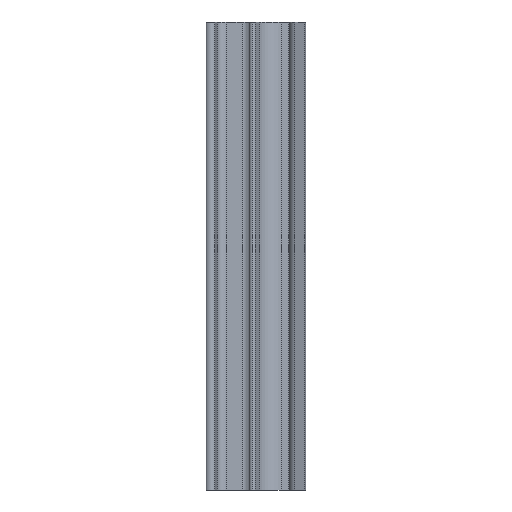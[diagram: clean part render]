
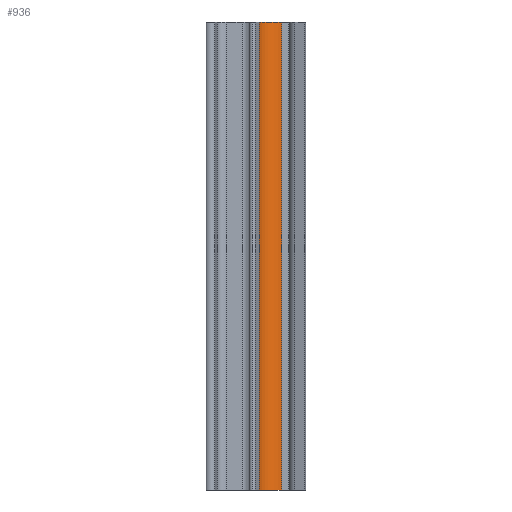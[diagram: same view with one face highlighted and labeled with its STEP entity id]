
A CAD part, left-side view. The second image highlights one B-rep face of the part: STEP entity #936.
In plain terms, the highlighted cylindrical face has radius 2.5 mm (diameter 5 mm), a partial arc.
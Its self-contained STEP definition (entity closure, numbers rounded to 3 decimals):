
#6 = FACE_OUTER_BOUND ( 'NONE', #866, .T. ) ;
#7 = CYLINDRICAL_SURFACE ( 'NONE', #624, 2.5 ) ;
#40 = DIRECTION ( 'NONE',  ( 0., 0., -1. ) ) ;
#47 = DIRECTION ( 'NONE',  ( 1., 0., 0. ) ) ;
#79 = CARTESIAN_POINT ( 'NONE',  ( 1.988, 4.935, 50. ) ) ;
#92 = DIRECTION ( 'NONE',  ( 0., 0., -1. ) ) ;
#139 = CARTESIAN_POINT ( 'NONE',  ( 4.488, 4.935, 50. ) ) ;
#175 = DIRECTION ( 'NONE',  ( -1., 0., 0. ) ) ;
#185 = LINE ( 'NONE', #455, #189 ) ;
#189 = VECTOR ( 'NONE', #454, 1000. ) ;
#233 = CARTESIAN_POINT ( 'NONE',  ( 2.682, 7.337, 0. ) ) ;
#253 = VERTEX_POINT ( 'NONE', #233 ) ;
#296 = CARTESIAN_POINT ( 'NONE',  ( 2.682, 7.337, 50. ) ) ;
#298 = VERTEX_POINT ( 'NONE', #296 ) ;
#304 = VERTEX_POINT ( 'NONE', #462 ) ;
#306 = VERTEX_POINT ( 'NONE', #463 ) ;
#338 = DIRECTION ( 'NONE',  ( 0., 0., -1. ) ) ;
#339 = CARTESIAN_POINT ( 'NONE',  ( 1.988, 4.935, 0. ) ) ;
#343 = DIRECTION ( 'NONE',  ( 1., 0., 0. ) ) ;
#374 = EDGE_CURVE ( 'NONE', #298, #253, #185, .T. ) ;
#433 = DIRECTION ( 'NONE',  ( 0., 0., -1. ) ) ;
#437 = CARTESIAN_POINT ( 'NONE',  ( 1.988, 4.935, 50. ) ) ;
#454 = DIRECTION ( 'NONE',  ( 0., 0., -1. ) ) ;
#455 = CARTESIAN_POINT ( 'NONE',  ( 2.682, 7.337, 50. ) ) ;
#462 = CARTESIAN_POINT ( 'NONE',  ( 4.488, 4.935, 50. ) ) ;
#463 = CARTESIAN_POINT ( 'NONE',  ( 4.488, 4.935, 0. ) ) ;
#615 = AXIS2_PLACEMENT_3D ( 'NONE', #339, #338, #343 ) ;
#616 = AXIS2_PLACEMENT_3D ( 'NONE', #79, #92, #47 ) ;
#624 = AXIS2_PLACEMENT_3D ( 'NONE', #437, #433, #175 ) ;
#684 = CIRCLE ( 'NONE', #616, 2.5 ) ;
#697 = LINE ( 'NONE', #139, #699 ) ;
#699 = VECTOR ( 'NONE', #40, 1000. ) ;
#726 = CIRCLE ( 'NONE', #615, 2.5 ) ;
#866 = EDGE_LOOP ( 'NONE', ( #884, #886, #880, #882 ) ) ;
#880 = ORIENTED_EDGE ( 'NONE', *, *, #1008, .F. ) ;
#882 = ORIENTED_EDGE ( 'NONE', *, *, #374, .T. ) ;
#884 = ORIENTED_EDGE ( 'NONE', *, *, #1035, .T. ) ;
#886 = ORIENTED_EDGE ( 'NONE', *, *, #1018, .F. ) ;
#936 = ADVANCED_FACE ( 'NONE', ( #6 ), #7, .F. ) ;
#1008 = EDGE_CURVE ( 'NONE', #298, #304, #684, .T. ) ;
#1018 = EDGE_CURVE ( 'NONE', #304, #306, #697, .T. ) ;
#1035 = EDGE_CURVE ( 'NONE', #253, #306, #726, .T. ) ;
